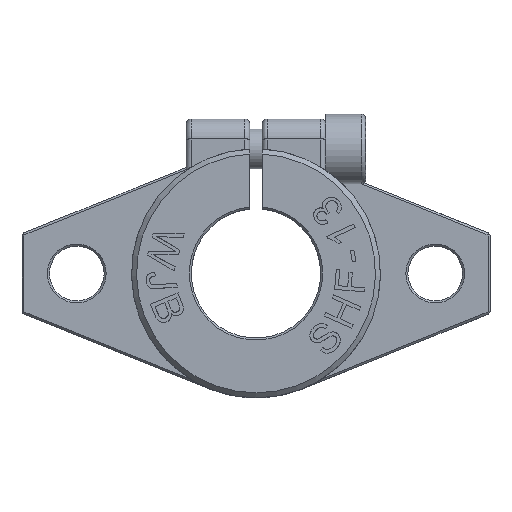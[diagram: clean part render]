
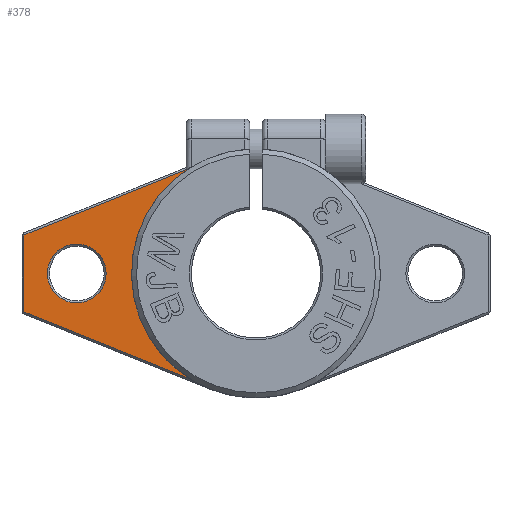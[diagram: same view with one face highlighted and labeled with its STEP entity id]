
A CAD part, top view. The second image highlights one B-rep face of the part: STEP entity #378.
In plain terms, the highlighted planar face has unit normal (0, 0, 1).
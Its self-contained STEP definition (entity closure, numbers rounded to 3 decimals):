
#378=ADVANCED_FACE('',(#689,#690),#554,.T.);
#554=PLANE('',#3387);
#689=FACE_BOUND('',#751,.T.);
#690=FACE_BOUND('',#752,.T.);
#751=EDGE_LOOP('',(#1110,#1111,#1112,#1113,#1114));
#752=EDGE_LOOP('',(#1115));
#1110=ORIENTED_EDGE('',*,*,#2267,.F.);
#1111=ORIENTED_EDGE('',*,*,#2268,.F.);
#1112=ORIENTED_EDGE('',*,*,#2269,.F.);
#1113=ORIENTED_EDGE('',*,*,#2216,.T.);
#1114=ORIENTED_EDGE('',*,*,#2270,.T.);
#1115=ORIENTED_EDGE('',*,*,#2266,.F.);
#1922=VERTEX_POINT('',#5254);
#1923=VERTEX_POINT('',#5256);
#1964=VERTEX_POINT('',#5371);
#1965=VERTEX_POINT('',#5374);
#1966=VERTEX_POINT('',#5375);
#1967=VERTEX_POINT('',#5377);
#2216=EDGE_CURVE('',#1923,#1922,#2724,.T.);
#2266=EDGE_CURVE('',#1964,#1964,#2744,.T.);
#2267=EDGE_CURVE('',#1965,#1966,#2883,.T.);
#2268=EDGE_CURVE('',#1967,#1965,#2884,.T.);
#2269=EDGE_CURVE('',#1923,#1967,#2885,.T.);
#2270=EDGE_CURVE('',#1922,#1966,#2886,.T.);
#2724=CIRCLE('',#3351,12.5);
#2744=CIRCLE('',#3385,2.95);
#2883=LINE('',#5373,#3139);
#2884=LINE('',#5376,#3140);
#2885=LINE('',#5378,#3141);
#2886=LINE('',#5379,#3142);
#3139=VECTOR('',#3767,1.);
#3140=VECTOR('',#3768,1.);
#3141=VECTOR('',#3769,1.);
#3142=VECTOR('',#3770,1.);
#3351=AXIS2_PLACEMENT_3D('',#5255,#3673,#3674);
#3385=AXIS2_PLACEMENT_3D('',#5370,#3763,#3764);
#3387=AXIS2_PLACEMENT_3D('',#5380,#3771,#3772);
#3673=DIRECTION('',(0.,0.,-1.));
#3674=DIRECTION('',(-1.,0.,0.));
#3763=DIRECTION('',(0.,0.,1.));
#3764=DIRECTION('',(-1.,0.,0.));
#3767=DIRECTION('',(0.927,0.374,0.));
#3768=DIRECTION('',(0.,1.,0.));
#3769=DIRECTION('',(-0.927,0.374,0.));
#3770=DIRECTION('',(0.,1.,0.));
#3771=DIRECTION('',(0.,0.,1.));
#3772=DIRECTION('',(1.,0.,0.));
#5254=CARTESIAN_POINT('',(-7.,10.356,0.));
#5255=CARTESIAN_POINT('',(0.,0.,0.));
#5256=CARTESIAN_POINT('',(-6.666,-10.574,0.));
#5370=CARTESIAN_POINT('',(-18.,0.,0.));
#5371=CARTESIAN_POINT('',(-15.05,0.,0.));
#5373=CARTESIAN_POINT('',(-23.3,3.865,0.));
#5374=CARTESIAN_POINT('',(-23.3,3.865,0.));
#5375=CARTESIAN_POINT('',(-7.,10.439,0.));
#5376=CARTESIAN_POINT('',(-23.3,-3.865,0.));
#5377=CARTESIAN_POINT('',(-23.3,-3.865,0.));
#5378=CARTESIAN_POINT('',(-6.666,-10.574,0.));
#5379=CARTESIAN_POINT('',(-7.,10.356,0.));
#5380=CARTESIAN_POINT('',(0.,0.,0.));
